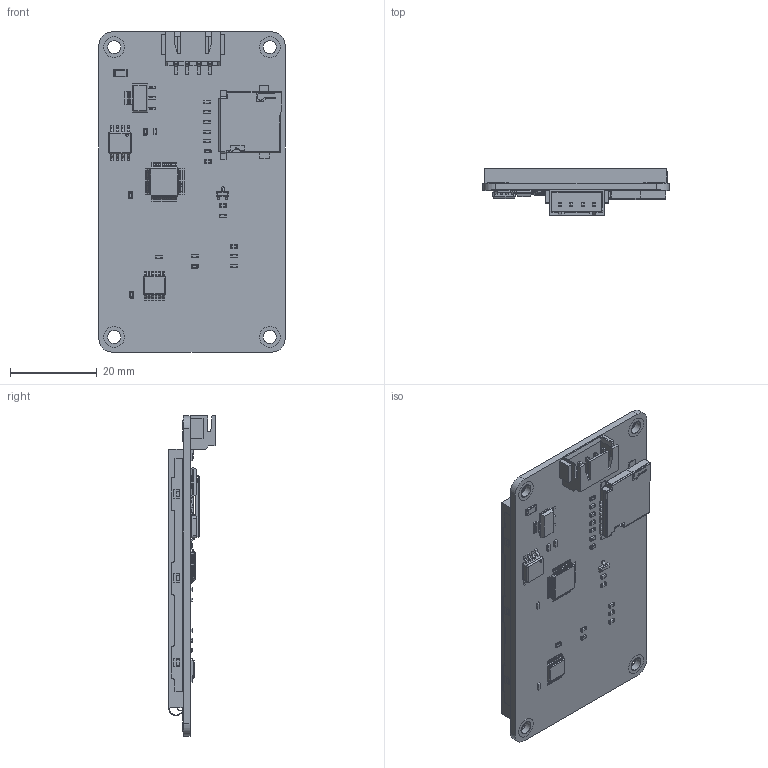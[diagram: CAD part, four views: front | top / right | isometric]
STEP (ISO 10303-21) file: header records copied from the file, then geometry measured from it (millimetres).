
FILE_DESCRIPTION(/* description */ (''),/* implementation_level */ '2;1');
FILE_NAME(/* name */ 'NX3224T024_011.stp',/* time_stamp */ '2017-03-26T14:45:40+11:00',/* author */ ('jwrjc'),/* organization */ (''),/* preprocessor_version */ 'ST-DEVELOPER v16.5',/* originating_system */ 'Autodesk Inventor 2017',/* authorisation */ '');
FILE_SCHEMA (('AUTOMOTIVE_DESIGN { 1 0 10303 214 3 1 1 }'));
Length unit declared in the file: millimetre
Products named in the file (14): NX3224T024_011; NX3224T024_011_PCB; AMS1117; 603_Cap; 1206_Cap; 603_Resistor; IcNextion; 24_pin_IC; 16_pin_IC; SMD_Trans; Micro_SD_Slot; SD_Center; Nextion_Plug; LCD
Assembly tree (30 placements, depth 2):
  NX3224T024_011
    NX3224T024_011_PCB
    AMS1117
    603_Cap  x6
    1206_Cap
    603_Resistor  x13
    IcNextion
    24_pin_IC
    16_pin_IC
    SMD_Trans
    Micro_SD_Slot
    SD_Center
    Nextion_Plug
    LCD
Bounding box: 43 x 10.7 x 74.01 mm (x, y, z)
Volume: 12809.2 mm3; surface area: 21076.7 mm2
Topology: 163 solids, 163 shells, 2816 faces, 6757 edges, 4275 vertices
Faces by surface type: plane 1742, cylinder 905, sphere 160, cone 8, bspline 1
Full cylindrical faces by diameter (mm): 0.594 x2, 3 x4, 3.2 x4, 4.8 x4
Entity records: 61231 total; most frequent: CARTESIAN_POINT 10589, DIRECTION 10379, ORIENTED_EDGE 10284, EDGE_CURVE 5111, LINE 3985, VECTOR 3985, VERTEX_POINT 3323, AXIS2_PLACEMENT_3D 3197
